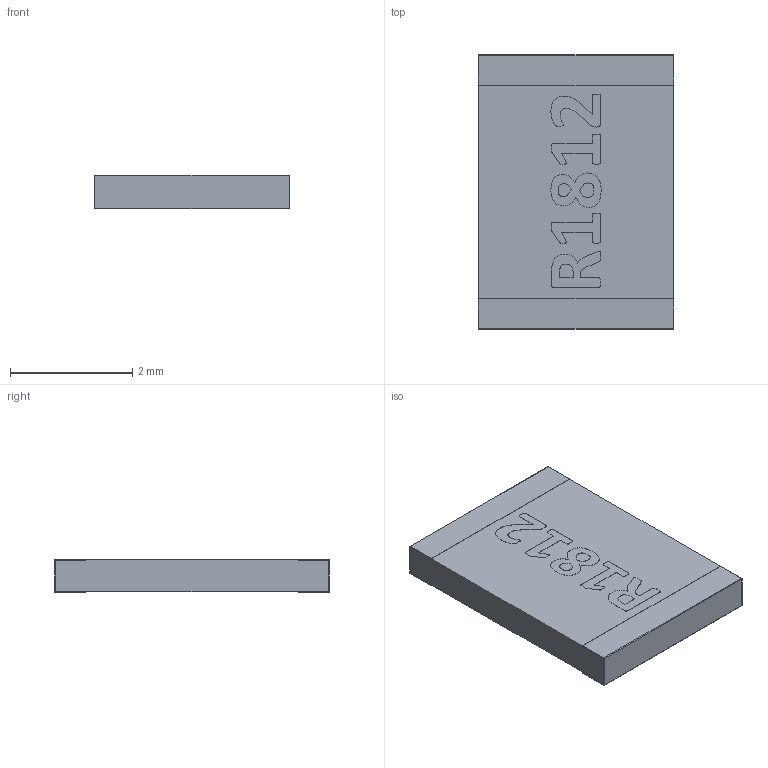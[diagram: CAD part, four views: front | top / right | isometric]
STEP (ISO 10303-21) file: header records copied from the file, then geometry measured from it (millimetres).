
FILE_DESCRIPTION(/* description */ (''),/* implementation_level */ '2;1');
FILE_NAME(/* name */ 'R1812 v2.step',/* time_stamp */ '2023-02-19T14:58:52-05:00',/* author */ (''),/* organization */ (''),/* preprocessor_version */ 'ST-DEVELOPER v19',/* originating_system */ 'Autodesk Translation Framework v11.7.0.108',/* authorisation */ '');
FILE_SCHEMA (('AUTOMOTIVE_DESIGN { 1 0 10303 214 3 1 1 }'));
Length unit declared in the file: millimetre
Products named in the file (1): R1812
Bounding box: 3.2 x 4.5 x 0.55 mm (x, y, z)
Volume: 7.6 mm3; surface area: 37.3 mm2
Topology: 1 solids, 1 shells, 166 faces, 424 edges, 268 vertices
Faces by surface type: plane 65, bspline 57, cylinder 36, torus 8
Entity records: 7388 total; most frequent: CARTESIAN_POINT 3596, ORIENTED_EDGE 848, DIRECTION 538, EDGE_CURVE 424, VERTEX_POINT 268, LINE 254, VECTOR 254, EDGE_LOOP 174
